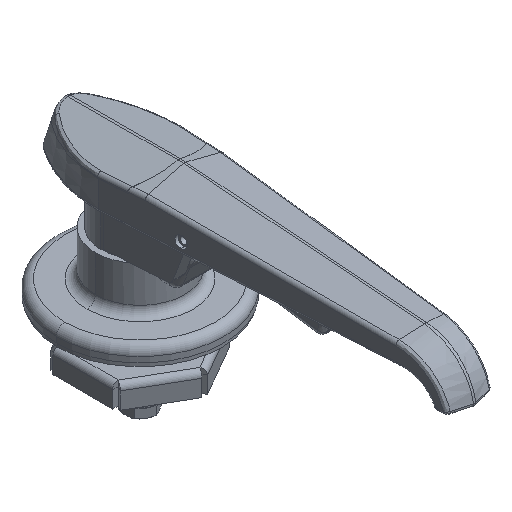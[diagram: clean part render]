
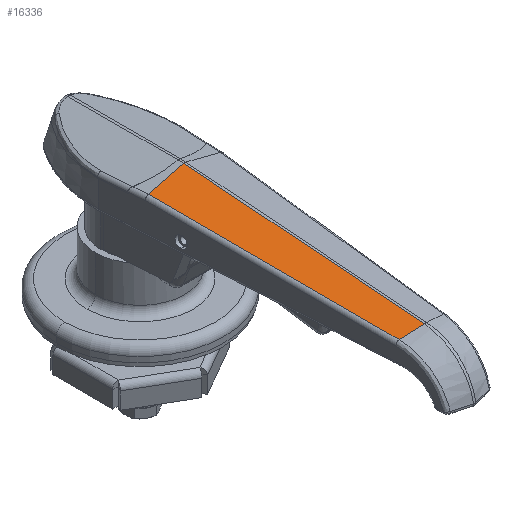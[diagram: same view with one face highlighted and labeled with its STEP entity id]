
A CAD part, isometric view. The second image highlights one B-rep face of the part: STEP entity #16336.
In plain terms, the highlighted planar face has unit normal (-0.259, -0.074, 0.963).
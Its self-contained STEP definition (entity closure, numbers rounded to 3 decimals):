
#1300 = EDGE_LOOP ( 'NONE', ( #10358, #5590, #2340, #12370, #12026 ) ) ;
#1784 = CARTESIAN_POINT ( 'NONE',  ( -0.388, -102.179, 9.227 ) ) ;
#1865 = AXIS2_PLACEMENT_3D ( 'NONE', #6056, #7460, #11785 ) ;
#1913 = B_SPLINE_CURVE_WITH_KNOTS ( 'NONE', 3,
 ( #2496, #14257, #5801, #17091 ),
 .UNSPECIFIED., .F., .F.,
 ( 4, 4 ),
 ( 0.001, 0.009 ),
 .UNSPECIFIED. ) ;
#2340 = ORIENTED_EDGE ( 'NONE', *, *, #12313, .T. ) ;
#2442 = CARTESIAN_POINT ( 'NONE',  ( -12.944, -15.866, 12.532 ) ) ;
#2496 = CARTESIAN_POINT ( 'NONE',  ( -7.925, -100.591, 7.324 ) ) ;
#2632 = VECTOR ( 'NONE', #3216, 1000. ) ;
#3216 = DIRECTION ( 'NONE',  ( 0.059, -0.996, -0.061 ) ) ;
#3972 = LINE ( 'NONE', #15773, #2632 ) ;
#4335 = LINE ( 'NONE', #13929, #12735 ) ;
#5088 = CARTESIAN_POINT ( 'NONE',  ( 0.142, -16.001, 16.038 ) ) ;
#5247 = CARTESIAN_POINT ( 'NONE',  ( -12.949, -15.866, 12.53 ) ) ;
#5470 = DIRECTION ( 'NONE',  ( 0., 0.997, 0.077 ) ) ;
#5590 = ORIENTED_EDGE ( 'NONE', *, *, #11989, .T. ) ;
#5801 = CARTESIAN_POINT ( 'NONE',  ( -2.895, -101.619, 8.597 ) ) ;
#6056 = CARTESIAN_POINT ( 'NONE',  ( 0., -1.326, 17.135 ) ) ;
#6122 = PLANE ( 'NONE',  #1865 ) ;
#6316 = LINE ( 'NONE', #5088, #17140 ) ;
#7410 = VERTEX_POINT ( 'NONE', #17003 ) ;
#7460 = DIRECTION ( 'NONE',  ( -0.259, -0.075, 0.963 ) ) ;
#7739 = EDGE_CURVE ( 'NONE', #10108, #13012, #17427, .T. ) ;
#7749 = CARTESIAN_POINT ( 'NONE',  ( -12.944, -15.866, 12.532 ) ) ;
#8595 = VERTEX_POINT ( 'NONE', #1784 ) ;
#9418 = CARTESIAN_POINT ( 'NONE',  ( -0.388, -15.996, 15.896 ) ) ;
#10108 = VERTEX_POINT ( 'NONE', #7749 ) ;
#10358 = ORIENTED_EDGE ( 'NONE', *, *, #11482, .T. ) ;
#10773 = DIRECTION ( 'NONE',  ( -0.966, 0.01, -0.259 ) ) ;
#11482 = EDGE_CURVE ( 'NONE', #7410, #8595, #1913, .T. ) ;
#11785 = DIRECTION ( 'NONE',  ( 0.966, 0., 0.26 ) ) ;
#11989 = EDGE_CURVE ( 'NONE', #8595, #12369, #4335, .T. ) ;
#12026 = ORIENTED_EDGE ( 'NONE', *, *, #17922, .T. ) ;
#12313 = EDGE_CURVE ( 'NONE', #12369, #10108, #6316, .T. ) ;
#12369 = VERTEX_POINT ( 'NONE', #9418 ) ;
#12370 = ORIENTED_EDGE ( 'NONE', *, *, #7739, .T. ) ;
#12735 = VECTOR ( 'NONE', #5470, 1000. ) ;
#13012 = VERTEX_POINT ( 'NONE', #15800 ) ;
#13832 = CARTESIAN_POINT ( 'NONE',  ( -12.947, -15.866, 12.531 ) ) ;
#13929 = CARTESIAN_POINT ( 'NONE',  ( -0.388, -1.318, 17.032 ) ) ;
#14257 = CARTESIAN_POINT ( 'NONE',  ( -5.407, -101.088, 7.963 ) ) ;
#15068 = CARTESIAN_POINT ( 'NONE',  ( -12.951, -15.866, 12.53 ) ) ;
#15282 = FACE_OUTER_BOUND ( 'NONE', #1300, .T. ) ;
#15773 = CARTESIAN_POINT ( 'NONE',  ( -13.779, -1.913, 13.387 ) ) ;
#15800 = CARTESIAN_POINT ( 'NONE',  ( -12.951, -15.866, 12.53 ) ) ;
#16336 = ADVANCED_FACE ( 'NONE', ( #15282 ), #6122, .T. ) ;
#17003 = CARTESIAN_POINT ( 'NONE',  ( -7.925, -100.591, 7.324 ) ) ;
#17091 = CARTESIAN_POINT ( 'NONE',  ( -0.388, -102.179, 9.227 ) ) ;
#17140 = VECTOR ( 'NONE', #10773, 1000. ) ;
#17427 =( BOUNDED_CURVE ( )  B_SPLINE_CURVE ( 3, ( #2442, #13832, #5247, #15068 ),
 .UNSPECIFIED., .F., .F. ) 
 B_SPLINE_CURVE_WITH_KNOTS ( ( 4, 4 ),
 ( 6.278, 6.282 ),
 .UNSPECIFIED. ) 
 CURVE ( )  GEOMETRIC_REPRESENTATION_ITEM ( )  RATIONAL_B_SPLINE_CURVE ( ( 1., 1., 1., 1. ) ) 
 REPRESENTATION_ITEM ( '' )  );
#17922 = EDGE_CURVE ( 'NONE', #13012, #7410, #3972, .T. ) ;
